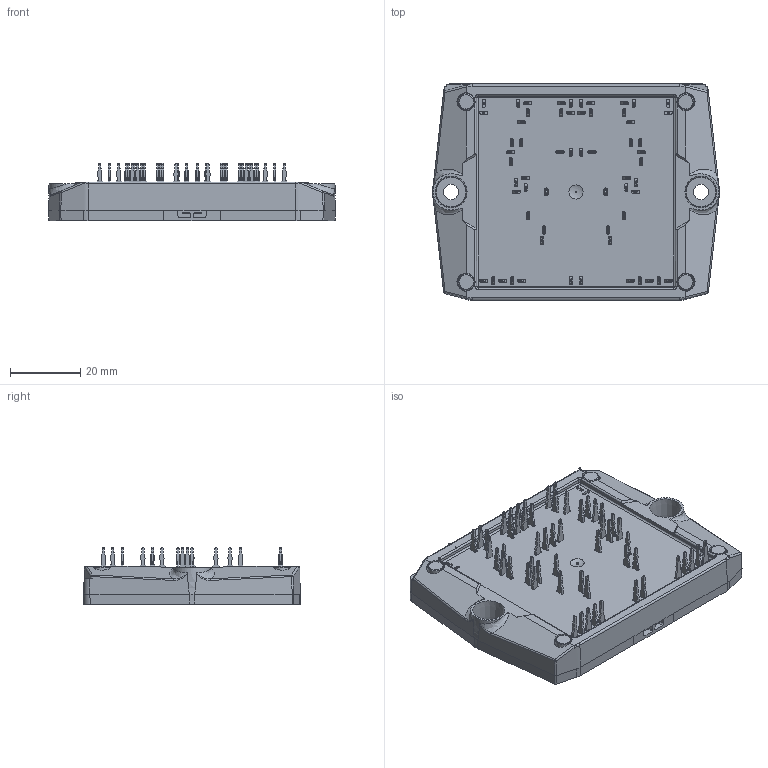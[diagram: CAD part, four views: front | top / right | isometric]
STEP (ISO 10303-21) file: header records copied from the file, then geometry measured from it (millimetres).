
FILE_DESCRIPTION(/* description */ ('Unknown'),/* implementation_level */ '2;1');
FILE_NAME(/* name */ 'FlowS3-0T120T-PA50(560)-01-OL',/* time_stamp */ '2024-10-22T15:49:09+02:00',/* author */ ('Unknown'),/* organization */ ('Unknown'),/* preprocessor_version */ 'ST-DEVELOPER v18.104',/* originating_system */ 'Solid Edge',/* authorisation */ 'Unknown');
FILE_SCHEMA (('INTEGRATED_CNC_SCHEMA','AUTOMOTIVE_DESIGN {1 0 10303 214 3 1 1}'));
Products named in the file (1): FlowS3-0T120T-PA50-OL
Bounding box: 81.54 x 61.55 x 16.43 mm (x, y, z)
Volume: 41601.6 mm3; surface area: 19789 mm2
Topology: 5 solids, 5 shells, 3014 faces, 8194 edges, 5328 vertices
Faces by surface type: plane 1499, cylinder 978, cone 424, bspline 96, torus 9, sphere 8
Full cylindrical faces by diameter (mm): 0.5 x1, 4 x1, 4.4 x2, 10.4 x2
Entity records: 119935 total; most frequent: CARTESIAN_POINT 22670, ORIENTED_EDGE 16298, DIRECTION 15665, EDGE_CURVE 8149, AXIS2_PLACEMENT_3D 5485, VERTEX_POINT 5314, LINE 4695, VECTOR 4695
